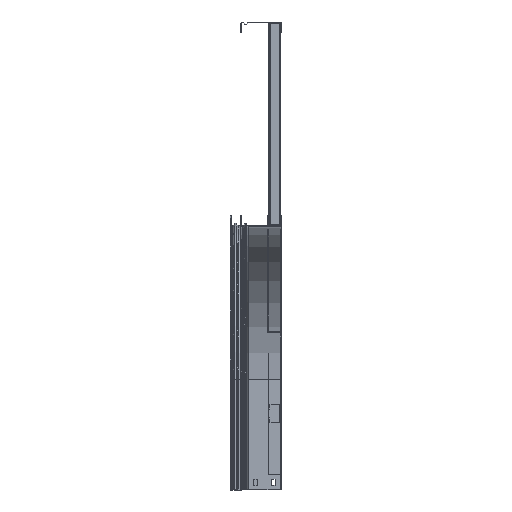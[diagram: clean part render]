
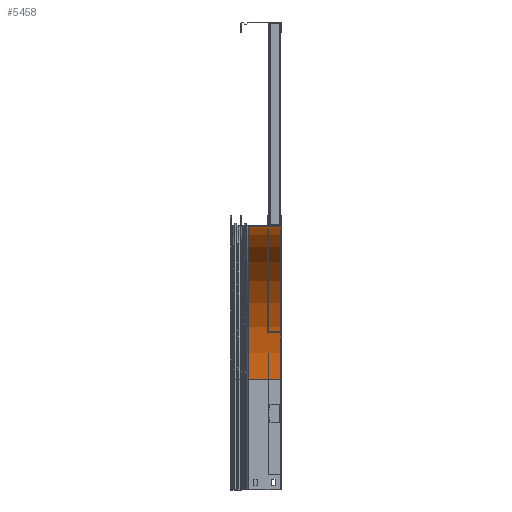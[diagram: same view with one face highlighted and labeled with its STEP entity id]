
A CAD part, left-side view. The second image highlights one B-rep face of the part: STEP entity #5458.
In plain terms, the highlighted cylindrical face has radius 300 mm (diameter 600 mm), a partial arc.
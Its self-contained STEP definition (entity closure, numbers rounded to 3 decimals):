
#601 = DIRECTION ( 'NONE',  ( 0., 1., 0. ) ) ;
#1009 = ORIENTED_EDGE ( 'NONE', *, *, #5349, .T. ) ;
#1715 = CARTESIAN_POINT ( 'NONE',  ( 300., 2.2, 0. ) ) ;
#2109 = DIRECTION ( 'NONE',  ( 0., 1., 0. ) ) ;
#2367 = CIRCLE ( 'NONE', #6521, 300. ) ;
#2408 = VERTEX_POINT ( 'NONE', #5382 ) ;
#2410 = EDGE_LOOP ( 'NONE', ( #1009, #14056, #9991, #3160 ) ) ;
#2508 = EDGE_CURVE ( 'NONE', #2408, #6939, #6496, .T. ) ;
#2744 = CARTESIAN_POINT ( 'NONE',  ( 0., 2.2, -300. ) ) ;
#3131 = VECTOR ( 'NONE', #13846, 1000. ) ;
#3158 = CARTESIAN_POINT ( 'NONE',  ( 0., 65.525, -300. ) ) ;
#3160 = ORIENTED_EDGE ( 'NONE', *, *, #2508, .T. ) ;
#3433 = CARTESIAN_POINT ( 'NONE',  ( 0., 0., 0. ) ) ;
#3561 = DIRECTION ( 'NONE',  ( 0., -1., 0. ) ) ;
#4036 = CARTESIAN_POINT ( 'NONE',  ( 0., 65.525, 0. ) ) ;
#4308 = CARTESIAN_POINT ( 'NONE',  ( 300., 0., 0. ) ) ;
#4598 = FACE_OUTER_BOUND ( 'NONE', #2410, .T. ) ;
#5255 = EDGE_CURVE ( 'NONE', #13307, #7913, #2367, .T. ) ;
#5349 = EDGE_CURVE ( 'NONE', #6939, #13307, #10442, .T. ) ;
#5382 = CARTESIAN_POINT ( 'NONE',  ( 0., 0., -300. ) ) ;
#5458 = ADVANCED_FACE ( 'NONE', ( #4598 ), #10102, .F. ) ;
#6418 = CARTESIAN_POINT ( 'NONE',  ( 0., 0., 0. ) ) ;
#6496 = CIRCLE ( 'NONE', #9283, 300. ) ;
#6521 = AXIS2_PLACEMENT_3D ( 'NONE', #4036, #601, #11705 ) ;
#6939 = VERTEX_POINT ( 'NONE', #4308 ) ;
#7271 = AXIS2_PLACEMENT_3D ( 'NONE', #6418, #2109, #7623 ) ;
#7623 = DIRECTION ( 'NONE',  ( 0., 0., 1. ) ) ;
#7913 = VERTEX_POINT ( 'NONE', #3158 ) ;
#9144 = DIRECTION ( 'NONE',  ( 1., 0., 0. ) ) ;
#9283 = AXIS2_PLACEMENT_3D ( 'NONE', #3433, #3561, #9144 ) ;
#9991 = ORIENTED_EDGE ( 'NONE', *, *, #11443, .F. ) ;
#10102 = CYLINDRICAL_SURFACE ( 'NONE', #7271, 300. ) ;
#10239 = CARTESIAN_POINT ( 'NONE',  ( 300., 65.525, 0. ) ) ;
#10442 = LINE ( 'NONE', #1715, #11998 ) ;
#11443 = EDGE_CURVE ( 'NONE', #2408, #7913, #12935, .T. ) ;
#11705 = DIRECTION ( 'NONE',  ( 0., 0., 1. ) ) ;
#11998 = VECTOR ( 'NONE', #13855, 1000. ) ;
#12935 = LINE ( 'NONE', #2744, #3131 ) ;
#13307 = VERTEX_POINT ( 'NONE', #10239 ) ;
#13846 = DIRECTION ( 'NONE',  ( 0., 1., 0. ) ) ;
#13855 = DIRECTION ( 'NONE',  ( 0., 1., 0. ) ) ;
#14056 = ORIENTED_EDGE ( 'NONE', *, *, #5255, .T. ) ;
